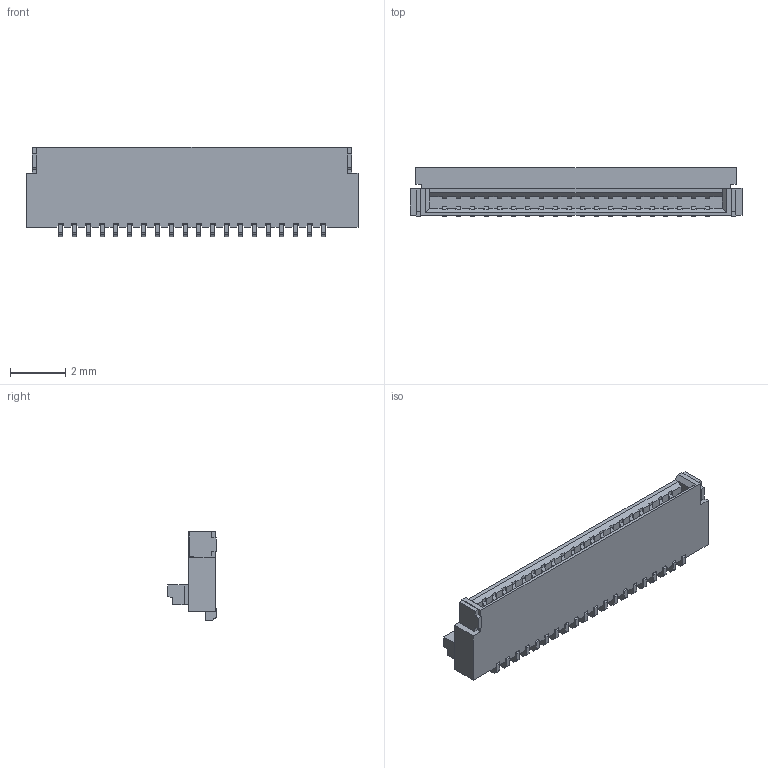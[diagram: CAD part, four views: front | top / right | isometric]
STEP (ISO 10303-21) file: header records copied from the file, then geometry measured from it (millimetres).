
FILE_DESCRIPTION(/* description */ ('STEP AP214'),/* implementation_level */ '2;1');
FILE_NAME(/* name */ 'FFC2B28-20-G',/* time_stamp */ '2023-02-14T13:34:22+01:00',/* author */ ('License CC BY-ND 4.0'),/* organization */ ('CADENAS'),/* preprocessor_version */ 'ST-DEVELOPER v18.102',/* originating_system */ 'PARTsolutions',/* authorisation */ ' ');
FILE_SCHEMA (('AUTOMOTIVE_DESIGN {1 0 10303 214 3 1 1}'));
Length unit declared in the file: millimetre
Products named in the file (6): FFC2B28-20-G; FFC2B28_SP; FFC2B28-20-G_C; FFC2B28-G_P; FFC2B28-20-G_H; FFC2B28-20-G_D
Assembly tree (25 placements, depth 2):
  FFC2B28-20-G
    FFC2B28_SP  x2
    FFC2B28-20-G_C
    FFC2B28-G_P  x20
    FFC2B28-20-G_H
    FFC2B28-20-G_D
Bounding box: 12 x 1.75 x 3.25 mm (x, y, z)
Volume: 29.6 mm3; surface area: 261.4 mm2
Topology: 24 solids, 24 shells, 1363 faces, 3955 edges, 2583 vertices
Faces by surface type: plane 1172, cylinder 191
Entity records: 22516 total; most frequent: ORIENTED_EDGE 3512, CARTESIAN_POINT 3489, DIRECTION 3024, EDGE_CURVE 1756, LINE 1720, VECTOR 1720, VERTEX_POINT 1116, EDGE_LOOP 652
